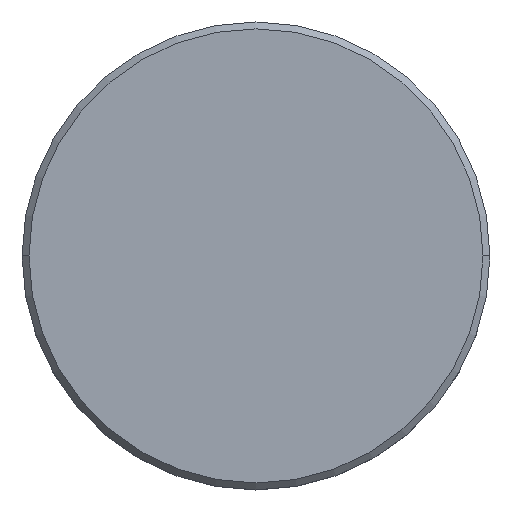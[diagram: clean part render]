
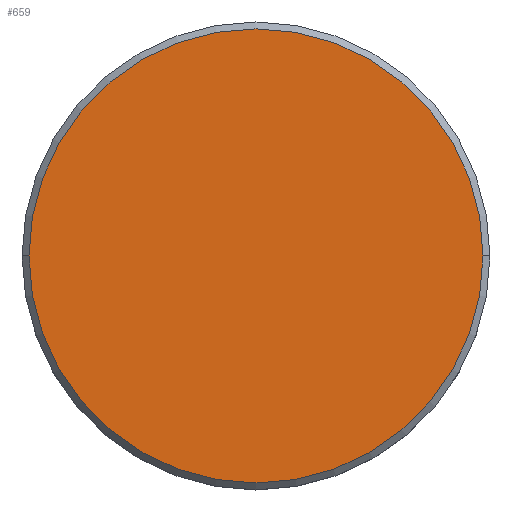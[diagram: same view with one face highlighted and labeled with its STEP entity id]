
A CAD part, top view. The second image highlights one B-rep face of the part: STEP entity #659.
In plain terms, the highlighted planar face has unit normal (0, 0, 1).
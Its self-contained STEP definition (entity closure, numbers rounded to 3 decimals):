
#32 = PLANE ( 'NONE',  #1143 ) ;
#52 = VERTEX_POINT ( 'NONE', #89 ) ;
#55 = DIRECTION ( 'NONE',  ( 1., 0., 0. ) ) ;
#89 = CARTESIAN_POINT ( 'NONE',  ( 16.5, 0., 0. ) ) ;
#264 = DIRECTION ( 'NONE',  ( 0., 0., 1. ) ) ;
#278 = CARTESIAN_POINT ( 'NONE',  ( -16.5, 0., 0. ) ) ;
#350 = CIRCLE ( 'NONE', #1011, 16.5 ) ;
#401 = EDGE_CURVE ( 'NONE', #52, #491, #350, .T. ) ;
#460 = ORIENTED_EDGE ( 'NONE', *, *, #953, .T. ) ;
#470 = CIRCLE ( 'NONE', #995, 16.5 ) ;
#491 = VERTEX_POINT ( 'NONE', #278 ) ;
#599 = CARTESIAN_POINT ( 'NONE',  ( 0., 0., 0. ) ) ;
#659 = ADVANCED_FACE ( 'NONE', ( #836 ), #32, .T. ) ;
#836 = FACE_OUTER_BOUND ( 'NONE', #989, .T. ) ;
#879 = CARTESIAN_POINT ( 'NONE',  ( 0., 0., 0. ) ) ;
#953 = EDGE_CURVE ( 'NONE', #491, #52, #470, .T. ) ;
#958 = DIRECTION ( 'NONE',  ( 1., 0., 0. ) ) ;
#989 = EDGE_LOOP ( 'NONE', ( #460, #1079 ) ) ;
#990 = DIRECTION ( 'NONE',  ( 1., 0., 0. ) ) ;
#995 = AXIS2_PLACEMENT_3D ( 'NONE', #1086, #264, #990 ) ;
#1011 = AXIS2_PLACEMENT_3D ( 'NONE', #879, #1132, #55 ) ;
#1079 = ORIENTED_EDGE ( 'NONE', *, *, #401, .T. ) ;
#1086 = CARTESIAN_POINT ( 'NONE',  ( 0., 0., 0. ) ) ;
#1122 = DIRECTION ( 'NONE',  ( 0., 0., 1. ) ) ;
#1132 = DIRECTION ( 'NONE',  ( 0., 0., 1. ) ) ;
#1143 = AXIS2_PLACEMENT_3D ( 'NONE', #599, #1122, #958 ) ;
